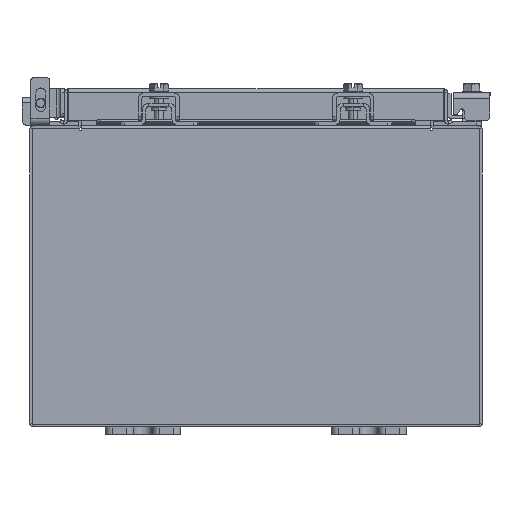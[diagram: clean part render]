
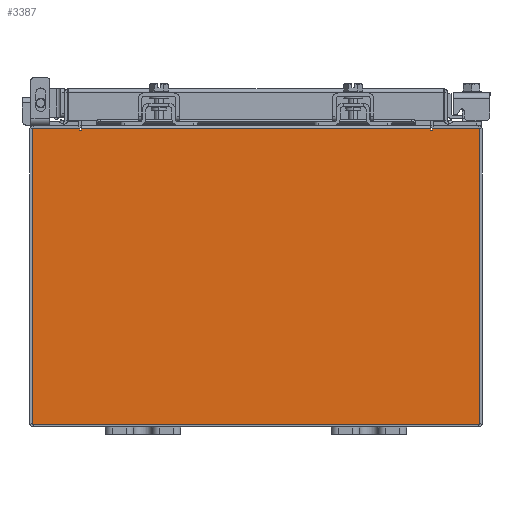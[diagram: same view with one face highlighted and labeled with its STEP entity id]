
A CAD part, front view. The second image highlights one B-rep face of the part: STEP entity #3387.
In plain terms, the highlighted face is planar.
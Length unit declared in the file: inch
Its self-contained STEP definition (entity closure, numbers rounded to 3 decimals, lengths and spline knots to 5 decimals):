
#117 = CARTESIAN_POINT ( 'NONE',  ( -4.6372, 0., 0. ) ) ;
#179 = DIRECTION ( 'NONE',  ( 0., 1., 0. ) ) ;
#363 = DIRECTION ( 'NONE',  ( 1., 0., 0. ) ) ;
#485 = VERTEX_POINT ( 'NONE', #1448 ) ;
#839 = EDGE_CURVE ( 'NONE', #20750, #10664, #11912, .T. ) ;
#1047 = CIRCLE ( 'NONE', #20397, 0.01868 ) ;
#1448 = CARTESIAN_POINT ( 'NONE',  ( 4.67455, 0., 3.87495 ) ) ;
#1570 = LINE ( 'NONE', #5697, #5621 ) ;
#1984 = ORIENTED_EDGE ( 'NONE', *, *, #10423, .F. ) ;
#2059 = LINE ( 'NONE', #19584, #14141 ) ;
#2403 = EDGE_CURVE ( 'NONE', #18634, #19429, #19538, .T. ) ;
#3267 = AXIS2_PLACEMENT_3D ( 'NONE', #20792, #19459, #19393 ) ;
#3387 = ADVANCED_FACE ( 'NONE', ( #13700 ), #19763, .F. ) ;
#4182 = ORIENTED_EDGE ( 'NONE', *, *, #20508, .T. ) ;
#4941 = CARTESIAN_POINT ( 'NONE',  ( 5.9253, 0., 3.9253 ) ) ;
#5444 = EDGE_CURVE ( 'NONE', #10664, #16994, #1047, .T. ) ;
#5460 = CARTESIAN_POINT ( 'NONE',  ( -5.9253, 0., 3.9253 ) ) ;
#5590 = VERTEX_POINT ( 'NONE', #10760 ) ;
#5621 = VECTOR ( 'NONE', #12548, 39.37008 ) ;
#5686 = CARTESIAN_POINT ( 'NONE',  ( -5.9253, 0., -3.9253 ) ) ;
#5697 = CARTESIAN_POINT ( 'NONE',  ( -4.6372, 0., 3.9123 ) ) ;
#5708 = AXIS2_PLACEMENT_3D ( 'NONE', #20022, #9875, #21751 ) ;
#5874 = CARTESIAN_POINT ( 'NONE',  ( -5.9253, 0., -3.9253 ) ) ;
#6040 = CARTESIAN_POINT ( 'NONE',  ( 4.67455, 0., 0. ) ) ;
#6122 = DIRECTION ( 'NONE',  ( -1., 0., 0. ) ) ;
#6437 = DIRECTION ( 'NONE',  ( 0., 0., -1. ) ) ;
#6458 = CARTESIAN_POINT ( 'NONE',  ( 5.9253, 0., -3.9253 ) ) ;
#6459 = EDGE_CURVE ( 'NONE', #13009, #13540, #21284, .T. ) ;
#6513 = LINE ( 'NONE', #19726, #14557 ) ;
#6575 = ORIENTED_EDGE ( 'NONE', *, *, #6459, .T. ) ;
#6593 = EDGE_CURVE ( 'NONE', #16994, #13540, #2059, .T. ) ;
#7020 = EDGE_CURVE ( 'NONE', #15149, #18634, #16255, .T. ) ;
#7036 = ORIENTED_EDGE ( 'NONE', *, *, #5444, .F. ) ;
#7168 = CARTESIAN_POINT ( 'NONE',  ( -4.67455, 0., 3.87495 ) ) ;
#7174 = ORIENTED_EDGE ( 'NONE', *, *, #6593, .F. ) ;
#7390 = VECTOR ( 'NONE', #13333, 39.37008 ) ;
#7823 = DIRECTION ( 'NONE',  ( 0., 0., 1. ) ) ;
#8256 = VECTOR ( 'NONE', #16246, 39.37008 ) ;
#8263 = CARTESIAN_POINT ( 'NONE',  ( 4.6372, 0., 3.87495 ) ) ;
#8481 = CARTESIAN_POINT ( 'NONE',  ( -5.9253, 0., 3.9253 ) ) ;
#9875 = DIRECTION ( 'NONE',  ( 0., 1., 0. ) ) ;
#10391 = CARTESIAN_POINT ( 'NONE',  ( -4.65587, 0., 3.87495 ) ) ;
#10423 = EDGE_CURVE ( 'NONE', #11108, #485, #21795, .T. ) ;
#10664 = VERTEX_POINT ( 'NONE', #21898 ) ;
#10760 = CARTESIAN_POINT ( 'NONE',  ( 4.6372, 0., 3.9123 ) ) ;
#11080 = ORIENTED_EDGE ( 'NONE', *, *, #7020, .T. ) ;
#11108 = VERTEX_POINT ( 'NONE', #18074 ) ;
#11293 = DIRECTION ( 'NONE',  ( 0., 0., 1. ) ) ;
#11705 = VECTOR ( 'NONE', #6437, 39.37008 ) ;
#11912 = LINE ( 'NONE', #117, #7390 ) ;
#12121 = DIRECTION ( 'NONE',  ( 0., 0., -1. ) ) ;
#12548 = DIRECTION ( 'NONE',  ( 1., 0., 0. ) ) ;
#12905 = VECTOR ( 'NONE', #16194, 39.37008 ) ;
#12949 = LINE ( 'NONE', #18013, #21415 ) ;
#13009 = VERTEX_POINT ( 'NONE', #8481 ) ;
#13333 = DIRECTION ( 'NONE',  ( 0., 0., -1. ) ) ;
#13540 = VERTEX_POINT ( 'NONE', #21505 ) ;
#13572 = ORIENTED_EDGE ( 'NONE', *, *, #2403, .T. ) ;
#13700 = FACE_OUTER_BOUND ( 'NONE', #21581, .T. ) ;
#13705 = ORIENTED_EDGE ( 'NONE', *, *, #15045, .F. ) ;
#14127 = ORIENTED_EDGE ( 'NONE', *, *, #19944, .T. ) ;
#14141 = VECTOR ( 'NONE', #21372, 39.37008 ) ;
#14557 = VECTOR ( 'NONE', #11293, 39.37008 ) ;
#14570 = VECTOR ( 'NONE', #6122, 39.37008 ) ;
#15045 = EDGE_CURVE ( 'NONE', #485, #17353, #19375, .T. ) ;
#15149 = VERTEX_POINT ( 'NONE', #4941 ) ;
#15567 = ORIENTED_EDGE ( 'NONE', *, *, #19533, .F. ) ;
#16194 = DIRECTION ( 'NONE',  ( 1., 0., 0. ) ) ;
#16246 = DIRECTION ( 'NONE',  ( 0., 0., -1. ) ) ;
#16255 = LINE ( 'NONE', #18342, #11705 ) ;
#16762 = CARTESIAN_POINT ( 'NONE',  ( -4.6372, 0., 3.9123 ) ) ;
#16994 = VERTEX_POINT ( 'NONE', #7168 ) ;
#17353 = VERTEX_POINT ( 'NONE', #8263 ) ;
#17886 = CARTESIAN_POINT ( 'NONE',  ( -5.9253, 0., 3.9253 ) ) ;
#17954 = LINE ( 'NONE', #17886, #12905 ) ;
#18013 = CARTESIAN_POINT ( 'NONE',  ( 4.6372, 0., 0. ) ) ;
#18074 = CARTESIAN_POINT ( 'NONE',  ( 4.67455, 0., 3.9253 ) ) ;
#18342 = CARTESIAN_POINT ( 'NONE',  ( 5.9253, 0., 3.9253 ) ) ;
#18634 = VERTEX_POINT ( 'NONE', #6458 ) ;
#19003 = ORIENTED_EDGE ( 'NONE', *, *, #839, .F. ) ;
#19375 = CIRCLE ( 'NONE', #5708, 0.01868 ) ;
#19393 = DIRECTION ( 'NONE',  ( 0., 0., -1. ) ) ;
#19429 = VERTEX_POINT ( 'NONE', #5874 ) ;
#19459 = DIRECTION ( 'NONE',  ( 0., -1., 0. ) ) ;
#19533 = EDGE_CURVE ( 'NONE', #17353, #5590, #12949, .T. ) ;
#19538 = LINE ( 'NONE', #5686, #14570 ) ;
#19584 = CARTESIAN_POINT ( 'NONE',  ( -4.67455, 0., 0. ) ) ;
#19726 = CARTESIAN_POINT ( 'NONE',  ( -5.9253, 0., 3.9253 ) ) ;
#19763 = PLANE ( 'NONE',  #3267 ) ;
#19944 = EDGE_CURVE ( 'NONE', #19429, #13009, #6513, .T. ) ;
#20022 = CARTESIAN_POINT ( 'NONE',  ( 4.65588, 0., 3.87495 ) ) ;
#20397 = AXIS2_PLACEMENT_3D ( 'NONE', #10391, #179, #12121 ) ;
#20508 = EDGE_CURVE ( 'NONE', #11108, #15149, #17954, .T. ) ;
#20717 = VECTOR ( 'NONE', #363, 39.37008 ) ;
#20750 = VERTEX_POINT ( 'NONE', #16762 ) ;
#20792 = CARTESIAN_POINT ( 'NONE',  ( 0., 0., 0. ) ) ;
#21284 = LINE ( 'NONE', #5460, #20717 ) ;
#21365 = ORIENTED_EDGE ( 'NONE', *, *, #21809, .T. ) ;
#21372 = DIRECTION ( 'NONE',  ( 0., 0., 1. ) ) ;
#21415 = VECTOR ( 'NONE', #7823, 39.37008 ) ;
#21505 = CARTESIAN_POINT ( 'NONE',  ( -4.67455, 0., 3.9253 ) ) ;
#21581 = EDGE_LOOP ( 'NONE', ( #7174, #7036, #19003, #21365, #15567, #13705, #1984, #4182, #11080, #13572, #14127, #6575 ) ) ;
#21751 = DIRECTION ( 'NONE',  ( 0., 0., -1. ) ) ;
#21795 = LINE ( 'NONE', #6040, #8256 ) ;
#21809 = EDGE_CURVE ( 'NONE', #20750, #5590, #1570, .T. ) ;
#21898 = CARTESIAN_POINT ( 'NONE',  ( -4.6372, 0., 3.87495 ) ) ;
